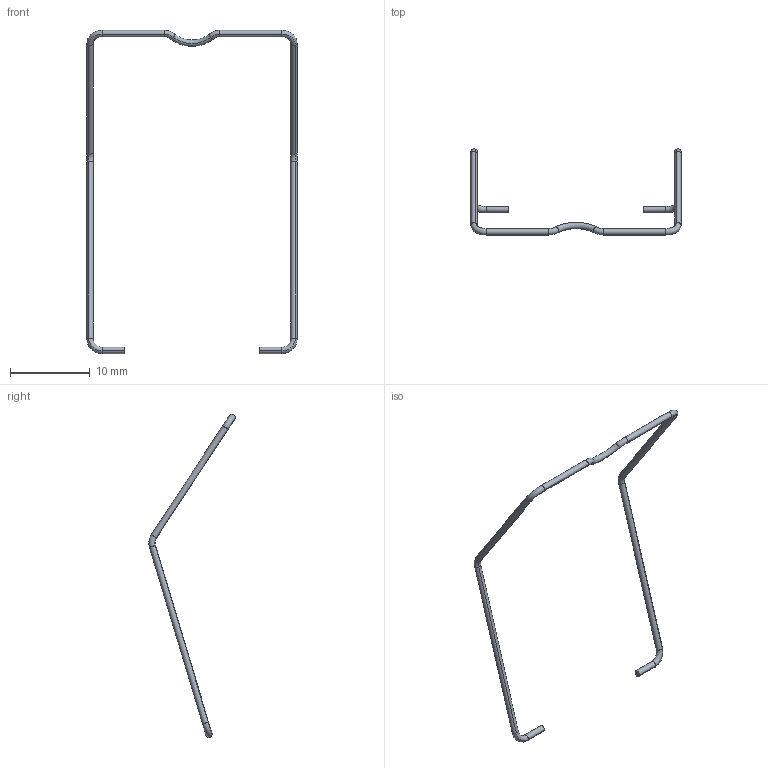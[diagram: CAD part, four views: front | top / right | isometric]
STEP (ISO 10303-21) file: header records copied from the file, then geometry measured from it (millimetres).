
FILE_DESCRIPTION(('CATIA V5 STEP Exchange','CAx-IF Rec.Pracs.--- Model Styling and Organization---1.5--- 2016-08-15','CAx-IF Rec.Pracs.---Supplemental Geometry---1.0---2011-11-01','CAx-IF Rec.Pracs.--- Composite Materials ---1.1---2010-07-15'),'2;1');
FILE_NAME ('D1617454_0', '2024-06-19T05:45:03+00:00', ('none'), ('Weidmueller'), 'CATIA Version 5-6 Release 2022 SP4 HF5', 'CATIA V5 STEP AP214 v3', 'none');
FILE_SCHEMA(('AUTOMOTIVE_DESIGN { 1 0 10303 214 1 1 1 1 }'));
Length unit declared in the file: millimetre
Products named in the file (1): S3D_CXM_CLIP_M
Bounding box: 26.4 x 10.84 x 40.61 mm (x, y, z)
Volume: 60.4 mm3; surface area: 303 mm2
Topology: 1 solids, 1 shells, 36 faces, 70 edges, 36 vertices
Faces by surface type: torus 18, cylinder 16, plane 2
Entity records: 827 total; most frequent: ORIENTED_EDGE 140, CARTESIAN_POINT 124, DIRECTION 104, AXIS2_PLACEMENT_3D 72, EDGE_CURVE 70, CIRCLE 54, ADVANCED_FACE 36, OVER_RIDING_STYLED_ITEM 36
